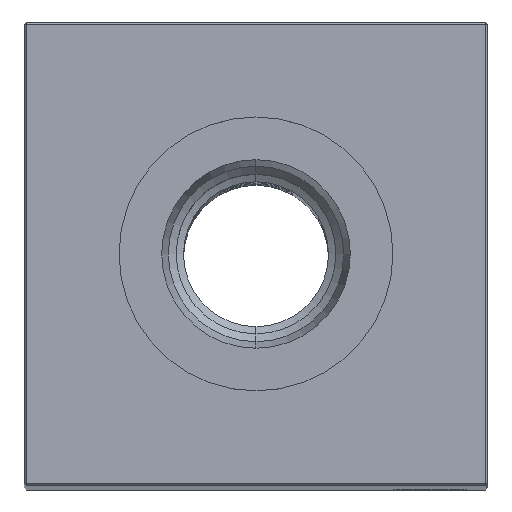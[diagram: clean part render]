
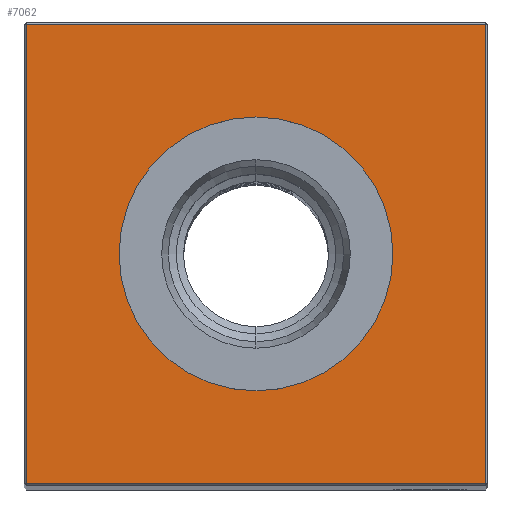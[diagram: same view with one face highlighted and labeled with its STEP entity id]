
A CAD part, top view. The second image highlights one B-rep face of the part: STEP entity #7062.
In plain terms, the highlighted planar face has unit normal (0, 0, 1).
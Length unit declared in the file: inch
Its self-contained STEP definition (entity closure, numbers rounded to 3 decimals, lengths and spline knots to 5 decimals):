
#441 = AXIS2_PLACEMENT_3D ( 'NONE', #15817, #9242, #15959 ) ;
#571 = ORIENTED_EDGE ( 'NONE', *, *, #17645, .T. ) ;
#1222 = ORIENTED_EDGE ( 'NONE', *, *, #3524, .T. ) ;
#1703 = CIRCLE ( 'NONE', #18053, 0.59055 ) ;
#2153 = DIRECTION ( 'NONE',  ( 0., 0., -1. ) ) ;
#3524 = EDGE_CURVE ( 'NONE', #22138, #13245, #16188, .T. ) ;
#3576 = CARTESIAN_POINT ( 'NONE',  ( 0.99, -0.99, 10.25 ) ) ;
#4035 = ORIENTED_EDGE ( 'NONE', *, *, #20489, .T. ) ;
#4492 = VECTOR ( 'NONE', #26274, 39.37008 ) ;
#4793 = DIRECTION ( 'NONE',  ( 1., 0., 0. ) ) ;
#5442 = CIRCLE ( 'NONE', #15694, 0.59055 ) ;
#6376 = VECTOR ( 'NONE', #20951, 39.37008 ) ;
#6574 = CARTESIAN_POINT ( 'NONE',  ( 0.99, 0., 10.25 ) ) ;
#7054 = FACE_BOUND ( 'NONE', #7372, .T. ) ;
#7062 = ADVANCED_FACE ( 'NONE', ( #16262, #7054 ), #7486, .F. ) ;
#7206 = ORIENTED_EDGE ( 'NONE', *, *, #18558, .T. ) ;
#7372 = EDGE_LOOP ( 'NONE', ( #15640, #7206 ) ) ;
#7486 = PLANE ( 'NONE',  #441 ) ;
#7611 = CARTESIAN_POINT ( 'NONE',  ( -0.99, 0., 10.25 ) ) ;
#8307 = EDGE_CURVE ( 'NONE', #27295, #16204, #5442, .T. ) ;
#9242 = DIRECTION ( 'NONE',  ( 0., 0., -1. ) ) ;
#9398 = EDGE_CURVE ( 'NONE', #12195, #21468, #21371, .T. ) ;
#9460 = CARTESIAN_POINT ( 'NONE',  ( 0., -0.99, 10.25 ) ) ;
#9522 = CARTESIAN_POINT ( 'NONE',  ( 0., 0., 10.25 ) ) ;
#9940 = DIRECTION ( 'NONE',  ( 0., -1., 0. ) ) ;
#10498 = DIRECTION ( 'NONE',  ( -1., 0., 0. ) ) ;
#11078 = CARTESIAN_POINT ( 'NONE',  ( -0.99, -0.99, 10.25 ) ) ;
#12195 = VERTEX_POINT ( 'NONE', #23948 ) ;
#13245 = VERTEX_POINT ( 'NONE', #3576 ) ;
#14683 = VECTOR ( 'NONE', #4793, 39.37008 ) ;
#15280 = CARTESIAN_POINT ( 'NONE',  ( 0., 0.59055, 10.25 ) ) ;
#15593 = CARTESIAN_POINT ( 'NONE',  ( 0., 0., 10.25 ) ) ;
#15640 = ORIENTED_EDGE ( 'NONE', *, *, #8307, .T. ) ;
#15694 = AXIS2_PLACEMENT_3D ( 'NONE', #15593, #2153, #10498 ) ;
#15817 = CARTESIAN_POINT ( 'NONE',  ( 0., 0., 10.25 ) ) ;
#15959 = DIRECTION ( 'NONE',  ( -1., 0., 0. ) ) ;
#16127 = CARTESIAN_POINT ( 'NONE',  ( -0.99, 0.99, 10.25 ) ) ;
#16188 = LINE ( 'NONE', #9460, #14683 ) ;
#16204 = VERTEX_POINT ( 'NONE', #24199 ) ;
#16262 = FACE_OUTER_BOUND ( 'NONE', #21081, .T. ) ;
#16516 = ORIENTED_EDGE ( 'NONE', *, *, #9398, .T. ) ;
#17645 = EDGE_CURVE ( 'NONE', #13245, #12195, #26760, .T. ) ;
#18053 = AXIS2_PLACEMENT_3D ( 'NONE', #9522, #27345, #22954 ) ;
#18558 = EDGE_CURVE ( 'NONE', #16204, #27295, #1703, .T. ) ;
#20489 = EDGE_CURVE ( 'NONE', #21468, #22138, #27608, .T. ) ;
#20951 = DIRECTION ( 'NONE',  ( -1., 0., 0. ) ) ;
#21081 = EDGE_LOOP ( 'NONE', ( #4035, #1222, #571, #16516 ) ) ;
#21371 = LINE ( 'NONE', #27780, #6376 ) ;
#21468 = VERTEX_POINT ( 'NONE', #16127 ) ;
#22138 = VERTEX_POINT ( 'NONE', #11078 ) ;
#22954 = DIRECTION ( 'NONE',  ( -1., 0., 0. ) ) ;
#23948 = CARTESIAN_POINT ( 'NONE',  ( 0.99, 0.99, 10.25 ) ) ;
#24199 = CARTESIAN_POINT ( 'NONE',  ( 0., -0.59055, 10.25 ) ) ;
#26274 = DIRECTION ( 'NONE',  ( 0., 1., 0. ) ) ;
#26760 = LINE ( 'NONE', #6574, #4492 ) ;
#27295 = VERTEX_POINT ( 'NONE', #15280 ) ;
#27345 = DIRECTION ( 'NONE',  ( 0., 0., -1. ) ) ;
#27608 = LINE ( 'NONE', #7611, #28324 ) ;
#27780 = CARTESIAN_POINT ( 'NONE',  ( 0., 0.99, 10.25 ) ) ;
#28324 = VECTOR ( 'NONE', #9940, 39.37008 ) ;
